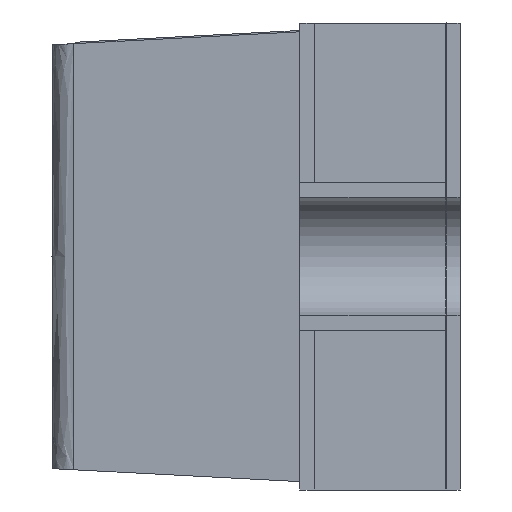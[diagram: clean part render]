
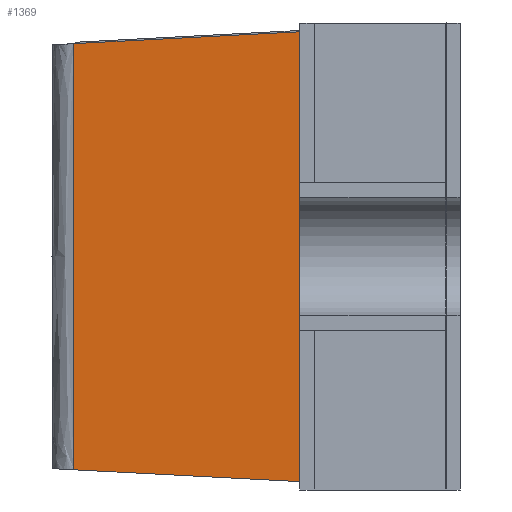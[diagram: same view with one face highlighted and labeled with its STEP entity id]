
A CAD part, front view. The second image highlights one B-rep face of the part: STEP entity #1369.
In plain terms, the highlighted planar face has unit normal (-0.052, -0.999, 0).
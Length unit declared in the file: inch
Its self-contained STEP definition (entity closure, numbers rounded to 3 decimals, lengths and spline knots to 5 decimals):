
#182=FACE_OUTER_BOUND('',#262,.T.);
#262=EDGE_LOOP('',(#1159,#1160,#1161,#1162));
#408=LINE('',#2125,#556);
#415=LINE('',#2308,#563);
#418=LINE('',#2339,#566);
#420=LINE('',#2342,#568);
#556=VECTOR('',#1747,0.3937);
#563=VECTOR('',#1764,0.05753);
#566=VECTOR('',#1777,0.03225);
#568=VECTOR('',#1781,0.03225);
#686=VERTEX_POINT('',#2115);
#690=VERTEX_POINT('',#2123);
#695=VERTEX_POINT('',#2285);
#697=VERTEX_POINT('',#2307);
#844=EDGE_CURVE('',#686,#690,#408,.T.);
#856=EDGE_CURVE('',#695,#697,#415,.T.);
#862=EDGE_CURVE('',#690,#697,#418,.T.);
#864=EDGE_CURVE('',#686,#695,#420,.T.);
#1159=ORIENTED_EDGE('',*,*,#864,.F.);
#1160=ORIENTED_EDGE('',*,*,#844,.T.);
#1161=ORIENTED_EDGE('',*,*,#862,.T.);
#1162=ORIENTED_EDGE('',*,*,#856,.F.);
#1293=PLANE('',#1484);
#1369=ADVANCED_FACE('',(#182),#1293,.F.);
#1484=AXIS2_PLACEMENT_3D('',#2344,#1783,#1784);
#1747=DIRECTION('',(0.,0.,1.));
#1764=DIRECTION('',(0.,0.,1.));
#1777=DIRECTION('',(-0.997,0.052,-0.052));
#1781=DIRECTION('',(-0.997,0.052,0.052));
#1783=DIRECTION('center_axis',(0.052,0.999,0.));
#1784=DIRECTION('ref_axis',(0.,0.,1.));
#2115=CARTESIAN_POINT('',(-0.00165,-0.03837,-0.03037));
#2123=CARTESIAN_POINT('',(-0.00165,-0.03837,0.03037));
#2125=CARTESIAN_POINT('',(-0.00165,-0.03837,0.0315));
#2285=CARTESIAN_POINT('',(-0.03216,-0.03677,-0.02877));
#2307=CARTESIAN_POINT('',(-0.03216,-0.03677,0.02877));
#2308=CARTESIAN_POINT('',(-0.03216,-0.03677,-0.02877));
#2339=CARTESIAN_POINT('',(-0.03216,-0.03677,0.02877));
#2342=CARTESIAN_POINT('',(0.,-0.03845,-0.03045));
#2344=CARTESIAN_POINT('Origin',(-0.00165,-0.03837,
-0.03037));
